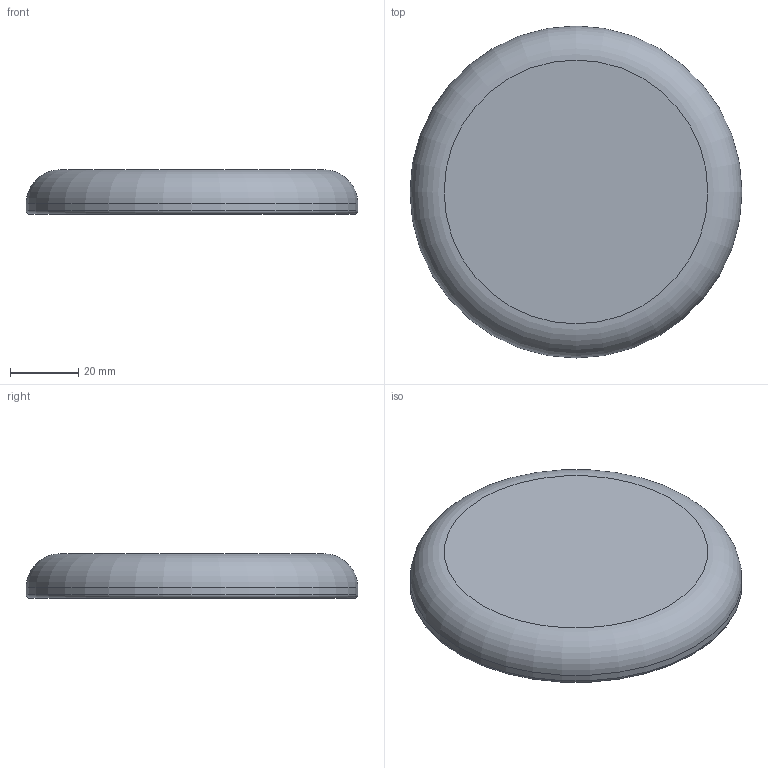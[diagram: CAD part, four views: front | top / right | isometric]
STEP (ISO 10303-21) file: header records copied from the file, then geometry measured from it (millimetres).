
FILE_DESCRIPTION(/* description */ (''),/* implementation_level */ '2;1');
FILE_NAME(/* name */ 'Appui neutre.step',/* time_stamp */ '2024-03-06T19:33:45-05:00',/* author */ (''),/* organization */ (''),/* preprocessor_version */ 'ST-DEVELOPER v20',/* originating_system */ 'Autodesk Translation Framework v12.20.1.177',/* authorisation */ '');
FILE_SCHEMA (('AUTOMOTIVE_DESIGN { 1 0 10303 214 3 1 1 }'));
Length unit declared in the file: millimetre
Products named in the file (1): Appui neutre
Bounding box: 97.4 x 97.4 x 13 mm (x, y, z)
Volume: 88329 mm3; surface area: 18124.7 mm2
Topology: 1 solids, 1 shells, 17 faces, 41 edges, 27 vertices
Faces by surface type: bspline 7, cylinder 5, plane 3, torus 2
Full cylindrical faces by diameter (mm): 17.719 x2, 97.4 x1
Entity records: 2385 total; most frequent: CARTESIAN_POINT 2013, ORIENTED_EDGE 82, DIRECTION 48, EDGE_CURVE 41, VERTEX_POINT 27, B_SPLINE_CURVE_WITH_KNOTS 26, AXIS2_PLACEMENT_3D 22, EDGE_LOOP 18
